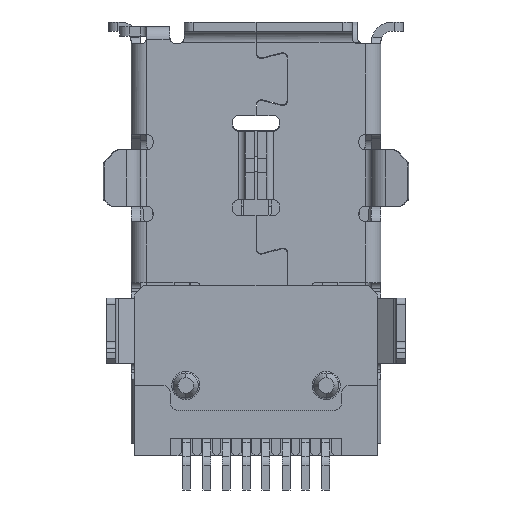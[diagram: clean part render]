
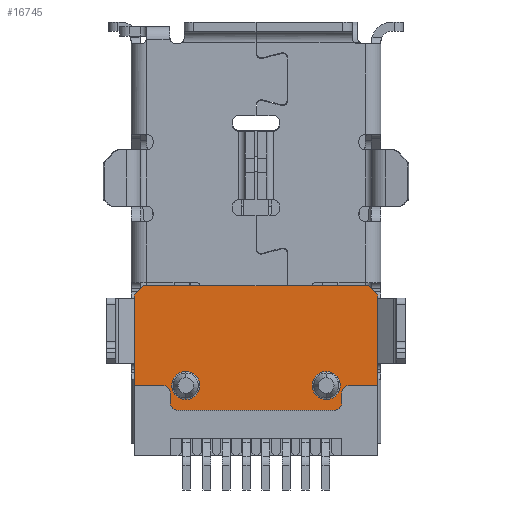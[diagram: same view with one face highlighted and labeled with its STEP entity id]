
A CAD part, front view. The second image highlights one B-rep face of the part: STEP entity #16745.
In plain terms, the highlighted planar face has unit normal (0, -1, 0).
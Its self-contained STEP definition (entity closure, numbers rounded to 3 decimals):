
#975=DIRECTION('',(1.,0.,0.));
#976=VECTOR('',#975,5.);
#977=CARTESIAN_POINT('',(-2.5,-3.65,-2.3));
#978=LINE('',#977,#976);
#987=CARTESIAN_POINT('',(-2.5,-3.65,-2.05));
#988=DIRECTION('',(0.,1.,0.));
#989=DIRECTION('',(0.,0.,-1.));
#990=AXIS2_PLACEMENT_3D('',#987,#988,#989);
#992=DIRECTION('',(0.,0.,1.));
#993=VECTOR('',#992,0.3);
#994=CARTESIAN_POINT('',(-2.75,-3.65,-2.05));
#995=LINE('',#994,#993);
#996=CARTESIAN_POINT('',(-3.,-3.65,-1.75));
#997=DIRECTION('',(0.,-1.,0.));
#998=DIRECTION('',(1.,0.,0.));
#999=AXIS2_PLACEMENT_3D('',#996,#997,#998);
#1001=DIRECTION('',(-1.,0.,0.));
#1002=VECTOR('',#1001,0.905);
#1003=CARTESIAN_POINT('',(-3.,-3.65,-1.5));
#1004=LINE('',#1003,#1002);
#1005=DIRECTION('',(0.707,0.,0.707));
#1006=VECTOR('',#1005,0.424);
#1007=CARTESIAN_POINT('',(-3.905,-3.65,1.4));
#1008=LINE('',#1007,#1006);
#1009=DIRECTION('',(0.707,0.,-0.707));
#1010=VECTOR('',#1009,0.424);
#1011=CARTESIAN_POINT('',(3.605,-3.65,1.7));
#1012=LINE('',#1011,#1010);
#1013=CARTESIAN_POINT('',(3.,-3.65,-1.75));
#1014=DIRECTION('',(0.,-1.,0.));
#1015=DIRECTION('',(0.,0.,1.));
#1016=AXIS2_PLACEMENT_3D('',#1013,#1014,#1015);
#1018=DIRECTION('',(0.,0.,-1.));
#1019=VECTOR('',#1018,0.3);
#1020=CARTESIAN_POINT('',(2.75,-3.65,-1.75));
#1021=LINE('',#1020,#1019);
#1022=CARTESIAN_POINT('',(2.5,-3.65,-2.05));
#1023=DIRECTION('',(0.,1.,0.));
#1024=DIRECTION('',(1.,0.,0.));
#1025=AXIS2_PLACEMENT_3D('',#1022,#1023,#1024);
#1027=CARTESIAN_POINT('',(-2.25,-3.65,-1.5));
#1028=DIRECTION('',(0.,-1.,0.));
#1029=DIRECTION('',(0.,0.,-1.));
#1030=AXIS2_PLACEMENT_3D('',#1027,#1028,#1029);
#1032=CARTESIAN_POINT('',(-2.25,-3.65,-1.5));
#1033=DIRECTION('',(0.,-1.,0.));
#1034=DIRECTION('',(0.057,0.,0.998));
#1035=AXIS2_PLACEMENT_3D('',#1032,#1033,#1034);
#1037=CARTESIAN_POINT('',(-2.25,-3.65,-1.5));
#1038=DIRECTION('',(0.,-1.,0.));
#1039=DIRECTION('',(0.,0.,1.));
#1040=AXIS2_PLACEMENT_3D('',#1037,#1038,#1039);
#1042=CARTESIAN_POINT('',(-2.25,-3.65,-1.5));
#1043=DIRECTION('',(0.,-1.,0.));
#1044=DIRECTION('',(-0.057,0.,-0.998));
#1045=AXIS2_PLACEMENT_3D('',#1042,#1043,#1044);
#1047=CARTESIAN_POINT('',(2.25,-3.65,-1.5));
#1048=DIRECTION('',(0.,-1.,0.));
#1049=DIRECTION('',(0.,0.,-1.));
#1050=AXIS2_PLACEMENT_3D('',#1047,#1048,#1049);
#1052=CARTESIAN_POINT('',(2.25,-3.65,-1.5));
#1053=DIRECTION('',(0.,-1.,0.));
#1054=DIRECTION('',(0.057,0.,0.998));
#1055=AXIS2_PLACEMENT_3D('',#1052,#1053,#1054);
#1057=CARTESIAN_POINT('',(2.25,-3.65,-1.5));
#1058=DIRECTION('',(0.,-1.,0.));
#1059=DIRECTION('',(0.,0.,1.));
#1060=AXIS2_PLACEMENT_3D('',#1057,#1058,#1059);
#1062=CARTESIAN_POINT('',(2.25,-3.65,-1.5));
#1063=DIRECTION('',(0.,-1.,0.));
#1064=DIRECTION('',(-0.057,0.,-0.998));
#1065=AXIS2_PLACEMENT_3D('',#1062,#1063,#1064);
#1079=DIRECTION('',(0.,0.,-1.));
#1080=VECTOR('',#1079,2.9);
#1081=CARTESIAN_POINT('',(-3.905,-3.65,1.4));
#1082=LINE('',#1081,#1080);
#1173=DIRECTION('',(-1.,0.,0.));
#1174=VECTOR('',#1173,7.21);
#1175=CARTESIAN_POINT('',(3.605,-3.65,1.7));
#1176=LINE('',#1175,#1174);
#1217=DIRECTION('',(0.,0.,1.));
#1218=VECTOR('',#1217,2.9);
#1219=CARTESIAN_POINT('',(3.905,-3.65,-1.5));
#1220=LINE('',#1219,#1218);
#1229=DIRECTION('',(1.,0.,0.));
#1230=VECTOR('',#1229,0.905);
#1231=CARTESIAN_POINT('',(3.,-3.65,-1.5));
#1232=LINE('',#1231,#1230);
#12513=CARTESIAN_POINT('',(-3.905,-3.65,1.4));
#12514=VERTEX_POINT('',#12513);
#12515=CARTESIAN_POINT('',(-3.905,-3.65,-1.5));
#12516=VERTEX_POINT('',#12515);
#12751=CARTESIAN_POINT('',(-2.5,-3.65,-2.3));
#12752=VERTEX_POINT('',#12751);
#12753=CARTESIAN_POINT('',(2.5,-3.65,-2.3));
#12754=VERTEX_POINT('',#12753);
#12755=CARTESIAN_POINT('',(-2.75,-3.65,-2.05));
#12756=VERTEX_POINT('',#12755);
#12757=CARTESIAN_POINT('',(-2.75,-3.65,-1.75));
#12758=VERTEX_POINT('',#12757);
#12759=CARTESIAN_POINT('',(-3.,-3.65,-1.5));
#12760=VERTEX_POINT('',#12759);
#12761=CARTESIAN_POINT('',(-3.605,-3.65,1.7));
#12762=VERTEX_POINT('',#12761);
#12763=CARTESIAN_POINT('',(3.605,-3.65,1.7));
#12764=VERTEX_POINT('',#12763);
#12765=CARTESIAN_POINT('',(3.905,-3.65,1.4));
#12766=VERTEX_POINT('',#12765);
#12767=CARTESIAN_POINT('',(3.905,-3.65,-1.5));
#12768=VERTEX_POINT('',#12767);
#12769=CARTESIAN_POINT('',(3.,-3.65,-1.5));
#12770=VERTEX_POINT('',#12769);
#12771=CARTESIAN_POINT('',(2.75,-3.65,-1.75));
#12772=VERTEX_POINT('',#12771);
#12773=CARTESIAN_POINT('',(2.75,-3.65,-2.05));
#12774=VERTEX_POINT('',#12773);
#12775=CARTESIAN_POINT('',(-2.25,-3.65,-1.95));
#12776=CARTESIAN_POINT('',(-2.224,-3.65,-1.051));
#12777=VERTEX_POINT('',#12775);
#12778=VERTEX_POINT('',#12776);
#12779=CARTESIAN_POINT('',(-2.25,-3.65,-1.05));
#12780=VERTEX_POINT('',#12779);
#12781=CARTESIAN_POINT('',(-2.276,-3.65,-1.949));
#12782=VERTEX_POINT('',#12781);
#12783=CARTESIAN_POINT('',(2.25,-3.65,-1.95));
#12784=CARTESIAN_POINT('',(2.276,-3.65,-1.051));
#12785=VERTEX_POINT('',#12783);
#12786=VERTEX_POINT('',#12784);
#12787=CARTESIAN_POINT('',(2.25,-3.65,-1.05));
#12788=VERTEX_POINT('',#12787);
#12789=CARTESIAN_POINT('',(2.224,-3.65,-1.949));
#12790=VERTEX_POINT('',#12789);
#16692=CARTESIAN_POINT('',(0.,-3.65,0.));
#16693=DIRECTION('',(0.,-1.,0.));
#16694=DIRECTION('',(0.,0.,-1.));
#16695=AXIS2_PLACEMENT_3D('',#16692,#16693,#16694);
#16696=PLANE('',#16695);
#16697=ORIENTED_EDGE('',*,*,#16683,.T.);
#16699=ORIENTED_EDGE('',*,*,#16698,.T.);
#16701=ORIENTED_EDGE('',*,*,#16700,.T.);
#16703=ORIENTED_EDGE('',*,*,#16702,.T.);
#16705=ORIENTED_EDGE('',*,*,#16704,.F.);
#16707=ORIENTED_EDGE('',*,*,#16706,.T.);
#16709=ORIENTED_EDGE('',*,*,#16708,.F.);
#16711=ORIENTED_EDGE('',*,*,#16710,.T.);
#16713=ORIENTED_EDGE('',*,*,#16712,.F.);
#16715=ORIENTED_EDGE('',*,*,#16714,.F.);
#16717=ORIENTED_EDGE('',*,*,#16716,.T.);
#16719=ORIENTED_EDGE('',*,*,#16718,.T.);
#16721=ORIENTED_EDGE('',*,*,#16720,.T.);
#16722=ORIENTED_EDGE('',*,*,#16670,.F.);
#16723=EDGE_LOOP('',(#16697,#16699,#16701,#16703,#16705,#16707,#16709,#16711,
#16713,#16715,#16717,#16719,#16721,#16722));
#16724=FACE_OUTER_BOUND('',#16723,.F.);
#16726=ORIENTED_EDGE('',*,*,#16725,.T.);
#16728=ORIENTED_EDGE('',*,*,#16727,.T.);
#16730=ORIENTED_EDGE('',*,*,#16729,.T.);
#16732=ORIENTED_EDGE('',*,*,#16731,.T.);
#16733=EDGE_LOOP('',(#16726,#16728,#16730,#16732));
#16734=FACE_BOUND('',#16733,.F.);
#16736=ORIENTED_EDGE('',*,*,#16735,.T.);
#16738=ORIENTED_EDGE('',*,*,#16737,.T.);
#16740=ORIENTED_EDGE('',*,*,#16739,.T.);
#16742=ORIENTED_EDGE('',*,*,#16741,.T.);
#16743=EDGE_LOOP('',(#16736,#16738,#16740,#16742));
#16744=FACE_BOUND('',#16743,.F.);
#991=CIRCLE('',#990,0.25);
#1000=CIRCLE('',#999,0.25);
#1017=CIRCLE('',#1016,0.25);
#1026=CIRCLE('',#1025,0.25);
#1031=CIRCLE('',#1030,0.45);
#1036=CIRCLE('',#1035,0.45);
#1041=CIRCLE('',#1040,0.45);
#1046=CIRCLE('',#1045,0.45);
#1051=CIRCLE('',#1050,0.45);
#1056=CIRCLE('',#1055,0.45);
#1061=CIRCLE('',#1060,0.45);
#1066=CIRCLE('',#1065,0.45);
#16670=EDGE_CURVE('',#12752,#12754,#978,.T.);
#16683=EDGE_CURVE('',#12752,#12756,#991,.T.);
#16698=EDGE_CURVE('',#12756,#12758,#995,.T.);
#16700=EDGE_CURVE('',#12758,#12760,#1000,.T.);
#16702=EDGE_CURVE('',#12760,#12516,#1004,.T.);
#16704=EDGE_CURVE('',#12514,#12516,#1082,.T.);
#16706=EDGE_CURVE('',#12514,#12762,#1008,.T.);
#16708=EDGE_CURVE('',#12764,#12762,#1176,.T.);
#16710=EDGE_CURVE('',#12764,#12766,#1012,.T.);
#16712=EDGE_CURVE('',#12768,#12766,#1220,.T.);
#16714=EDGE_CURVE('',#12770,#12768,#1232,.T.);
#16716=EDGE_CURVE('',#12770,#12772,#1017,.T.);
#16718=EDGE_CURVE('',#12772,#12774,#1021,.T.);
#16720=EDGE_CURVE('',#12774,#12754,#1026,.T.);
#16725=EDGE_CURVE('',#12777,#12778,#1031,.T.);
#16727=EDGE_CURVE('',#12778,#12780,#1036,.T.);
#16729=EDGE_CURVE('',#12780,#12782,#1041,.T.);
#16731=EDGE_CURVE('',#12782,#12777,#1046,.T.);
#16735=EDGE_CURVE('',#12785,#12786,#1051,.T.);
#16737=EDGE_CURVE('',#12786,#12788,#1056,.T.);
#16739=EDGE_CURVE('',#12788,#12790,#1061,.T.);
#16741=EDGE_CURVE('',#12790,#12785,#1066,.T.);
#16745=ADVANCED_FACE('',(#16724,#16734,#16744),#16696,.T.);
